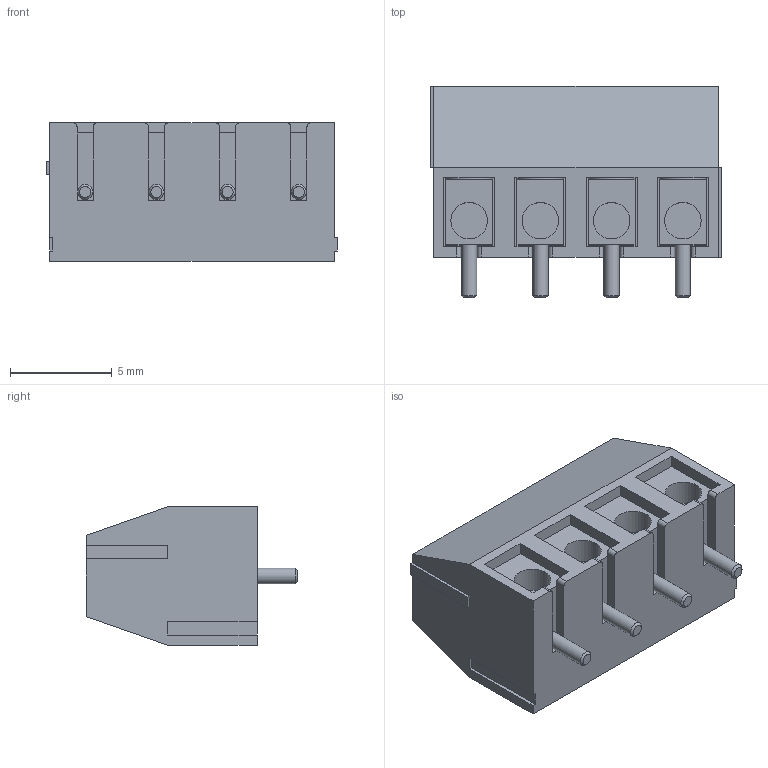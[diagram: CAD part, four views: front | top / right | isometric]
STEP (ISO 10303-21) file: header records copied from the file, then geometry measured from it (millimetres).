
FILE_DESCRIPTION(/* description */ (''),/* implementation_level */ '2;1');
FILE_NAME(/* name */ 'Screw Terminal Block 3.5mm Blue 4-way.step',/* time_stamp */ '2019-03-09T23:08:20+11:00',/* author */ ('austfox'),/* organization */ (''),/* preprocessor_version */ 'ST-DEVELOPER v17.2',/* originating_system */ 'Autodesk Translation Framework v7.6.0.251',/* authorisation */ '');
FILE_SCHEMA (('AUTOMOTIVE_DESIGN { 1 0 10303 214 3 1 1 }'));
Length unit declared in the file: millimetre
Products named in the file (1): Screw Terminal Block 3.5mm Blue 4-way
Bounding box: 14.3 x 10.4 x 6.8 mm (x, y, z)
Volume: 605.6 mm3; surface area: 1475.2 mm2
Topology: 13 solids, 13 shells, 218 faces, 549 edges, 357 vertices
Faces by surface type: plane 154, cylinder 56, torus 4, cone 4
Full cylindrical faces by diameter (mm): 0.75 x4, 1.8 x4, 2.3 x4, 2.5 x4
Entity records: 6545 total; most frequent: CARTESIAN_POINT 1125, DIRECTION 1108, ORIENTED_EDGE 1098, EDGE_CURVE 549, LINE 428, VECTOR 428, VERTEX_POINT 357, AXIS2_PLACEMENT_3D 340
